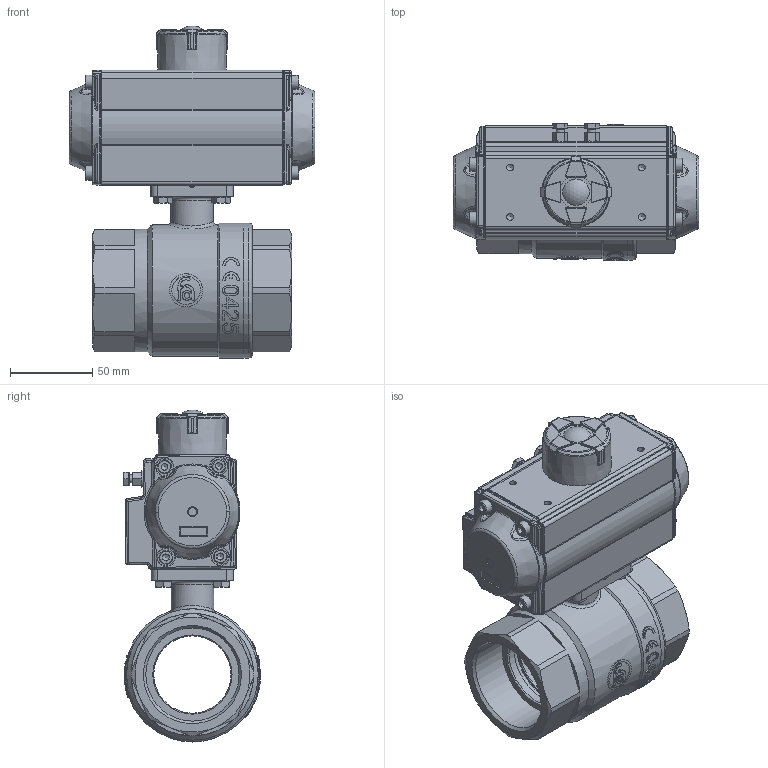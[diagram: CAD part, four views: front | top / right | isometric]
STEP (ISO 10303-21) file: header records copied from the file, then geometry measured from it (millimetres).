
FILE_DESCRIPTION(/* description */ ('Unknown'),/* implementation_level */ '2;1');
FILE_NAME(/* name */ 'PD02 0767-09',/* time_stamp */ '2025-01-14T11:42:18+01:00',/* author */ ('Unknown'),/* organization */ ('Unknown'),/* preprocessor_version */ 'ST-DEVELOPER v19.4',/* originating_system */ 'Solid Edge',/* authorisation */ 'Unknown');
FILE_SCHEMA (('AUTOMOTIVE_DESIGN {1 0 10303 214 3 1 1}'));
Products named in the file (25): PD020767-09; 2.110.050_(767-09); LA0160#11050; AT0042#36; LA0161#050; OR0072#V31; OR0072#V50; LA0022#050; SE0164#050; RO0079#12; DIN 933 M6x18 A2-70 BLK_EDST; PD02_PE01; vt50-2016-06-25; hex bolt gradeab_din_ISO 4014 - M5 x 25 x 16-N; huosai50; vt50-2016-06-25 _______MIR; zhou50; VTE50____; plain washers-n series-grade a gb_GB_FASTENER_WASHER_PWNA 5; hex nut gradec_din_Hexagon Nut ISO 4034 - M5 - N; Optische Anzeige; ______; ________(___________; cup head nib bolts with large head gb_GB_FASTENER_BOLT_CHNBW M6X25-N; socket head cap screw_din_DIN 912 M5 x 16 --- 16N
Assembly tree (44 placements, depth 4):
  PD020767-09
    2.110.050_(767-09)
      LA0160#11050
      AT0042#36
      LA0161#050
      OR0072#V31  x2
      OR0072#V50  x2
      LA0022#050
      SE0164#050  x2
      RO0079#12
    DIN 933 M6x18 A2-70 BLK_EDST  x4
    PD02_PE01
      vt50-2016-06-25
      hex bolt gradeab_din_ISO 4014 - M5 x 25 x 16-N  x2
      huosai50  x2
      vt50-2016-06-25 _______MIR
      zhou50
      VTE50____
      plain washers-n series-grade a gb_GB_FASTENER_WASHER_PWNA 5  x2
      hex nut gradec_din_Hexagon Nut ISO 4034 - M5 - N  x2
      Optische Anzeige
        ______
        ________(___________  x4
        cup head nib bolts with large head gb_GB_FASTENER_BOLT_CHNBW M6X25-N
      socket head cap screw_din_DIN 912 M5 x 16 --- 16N  x8
Bounding box: 149.4 x 83.5 x 201.81 mm (x, y, z)
Volume: 656951.6 mm3; surface area: 275483.6 mm2
Topology: 41 solids, 41 shells, 2877 faces, 6983 edges, 4321 vertices
Faces by surface type: plane 1016, cylinder 804, bspline 415, torus 320, cone 288, sphere 34
Full cylindrical faces by diameter (mm): 2.5 x2, 3 x16, 3.3 x8, 3.341 x1, 4.134 x20, 4.2 x2, 4.66 x1, 4.917 x7, 5 x12, 5.3 x2, 5.5 x1, 6 x9, 6.2 x1, 7 x4, 8 x2, 8.5 x8, 8.566 x2, 10 x8, 11 x1, 11.4 x1, 12 x2, 12.5 x2, 12.8 x2, 12.9 x1, 13 x12, 13.5 x2, 14 x5, 15.7 x1, 15.98 x3, 16 x1
Entity records: 78897 total; most frequent: CARTESIAN_POINT 31689, ORIENTED_EDGE 9180, DIRECTION 8490, EDGE_CURVE 4590, AXIS2_PLACEMENT_3D 3396, VERTEX_POINT 3093, FACE_BOUND 2663, EDGE_LOOP 2640
